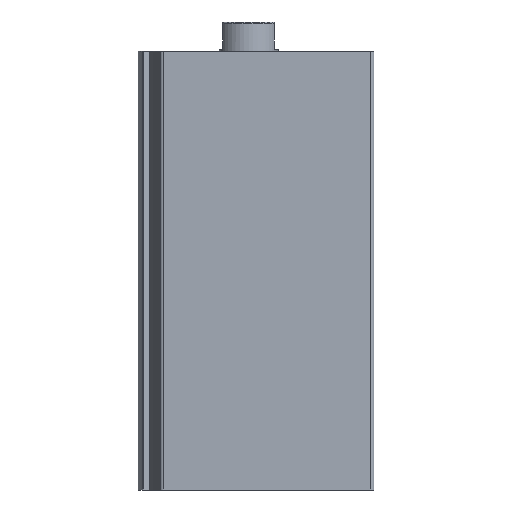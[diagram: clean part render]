
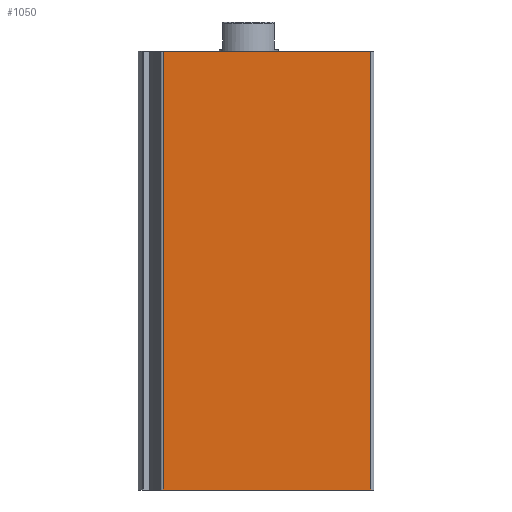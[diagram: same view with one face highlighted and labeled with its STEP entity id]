
A CAD part, left-side view. The second image highlights one B-rep face of the part: STEP entity #1050.
In plain terms, the highlighted planar face has unit normal (-1, 0, 0).
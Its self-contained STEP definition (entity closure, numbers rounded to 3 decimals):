
#41=PLANE('',#1146);
#70=LINE('',#1658,#136);
#71=LINE('',#1660,#137);
#72=LINE('',#1662,#138);
#73=LINE('',#1664,#139);
#136=VECTOR('',#1298,1000.);
#137=VECTOR('',#1301,1000.);
#138=VECTOR('',#1302,1000.);
#139=VECTOR('',#1303,1000.);
#205=ORIENTED_EDGE('',*,*,#497,.F.);
#206=ORIENTED_EDGE('',*,*,#496,.F.);
#207=ORIENTED_EDGE('',*,*,#498,.T.);
#208=ORIENTED_EDGE('',*,*,#499,.T.);
#496=EDGE_CURVE('',#642,#640,#70,.T.);
#497=EDGE_CURVE('',#640,#643,#71,.T.);
#498=EDGE_CURVE('',#642,#644,#72,.T.);
#499=EDGE_CURVE('',#644,#643,#73,.T.);
#640=VERTEX_POINT('',#1653);
#642=VERTEX_POINT('',#1657);
#643=VERTEX_POINT('',#1661);
#644=VERTEX_POINT('',#1663);
#823=EDGE_LOOP('',(#205,#206,#207,#208));
#919=FACE_BOUND('',#823,.T.);
#1050=ADVANCED_FACE('',(#919),#41,.T.);
#1146=AXIS2_PLACEMENT_3D('',#1659,#1299,#1300);
#1298=DIRECTION('',(0.,0.,1.));
#1299=DIRECTION('',(-1.,0.,0.));
#1300=DIRECTION('',(0.,0.,1.));
#1301=DIRECTION('',(0.,-1.,0.));
#1302=DIRECTION('',(0.,-1.,0.));
#1303=DIRECTION('',(0.,0.,1.));
#1653=CARTESIAN_POINT('',(-14.,11.593,0.));
#1657=CARTESIAN_POINT('',(-14.,11.593,-59.5));
#1658=CARTESIAN_POINT('',(-14.,11.593,-59.5));
#1659=CARTESIAN_POINT('',(-14.,11.593,-59.5));
#1660=CARTESIAN_POINT('',(-14.,11.593,0.));
#1661=CARTESIAN_POINT('',(-14.,-16.6,0.));
#1662=CARTESIAN_POINT('',(-14.,11.593,-59.5));
#1663=CARTESIAN_POINT('',(-14.,-16.6,-59.5));
#1664=CARTESIAN_POINT('',(-14.,-16.6,-59.5));
